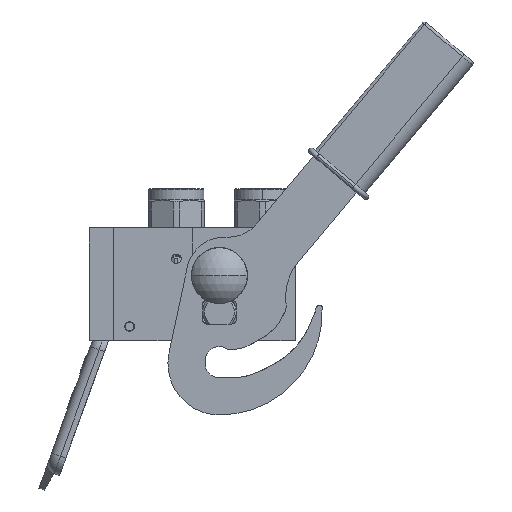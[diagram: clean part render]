
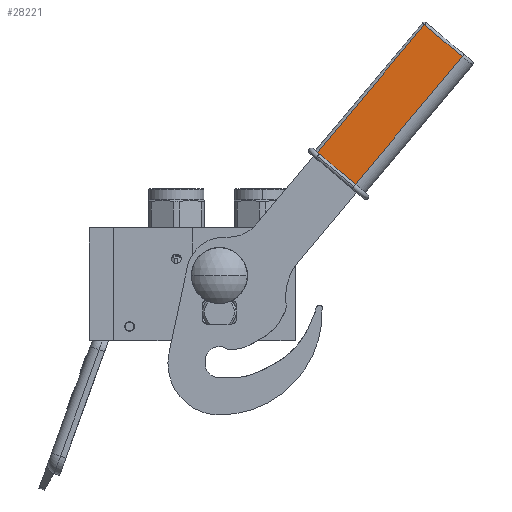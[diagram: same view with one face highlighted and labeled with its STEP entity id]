
A CAD part, front view. The second image highlights one B-rep face of the part: STEP entity #28221.
In plain terms, the highlighted face is planar.
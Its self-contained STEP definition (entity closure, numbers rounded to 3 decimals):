
#3693 = CARTESIAN_POINT ( 'NONE',  ( 8., 92., 16. ) ) ;
#3872 = VERTEX_POINT ( 'NONE', #93527 ) ;
#6601 = VECTOR ( 'NONE', #119453, 1000. ) ;
#10435 = EDGE_CURVE ( 'NONE', #13733, #105904, #41841, .T. ) ;
#13733 = VERTEX_POINT ( 'NONE', #56899 ) ;
#13770 = LINE ( 'NONE', #3693, #66860 ) ;
#15087 = CARTESIAN_POINT ( 'NONE',  ( 8., 0., 17.5 ) ) ;
#18134 = AXIS2_PLACEMENT_3D ( 'NONE', #15087, #25464, #58156 ) ;
#23848 = VERTEX_POINT ( 'NONE', #129709 ) ;
#25464 = DIRECTION ( 'NONE',  ( 1., 0., 0. ) ) ;
#26544 = CARTESIAN_POINT ( 'NONE',  ( 8., 3., -10.5 ) ) ;
#28221 = ADVANCED_FACE ( 'NONE', ( #116323 ), #107515, .T. ) ;
#29638 = ORIENTED_EDGE ( 'NONE', *, *, #10435, .T. ) ;
#29886 = DIRECTION ( 'NONE',  ( 0., 0., -1. ) ) ;
#41841 = LINE ( 'NONE', #97593, #6601 ) ;
#42718 = VECTOR ( 'NONE', #29886, 1000. ) ;
#44380 = EDGE_CURVE ( 'NONE', #13733, #3872, #13770, .T. ) ;
#45795 = LINE ( 'NONE', #26544, #69875 ) ;
#52754 = CARTESIAN_POINT ( 'NONE',  ( 8., 3., 16. ) ) ;
#52959 = EDGE_LOOP ( 'NONE', ( #119387, #29638, #90301, #90322 ) ) ;
#56899 = CARTESIAN_POINT ( 'NONE',  ( 8., 92., 16. ) ) ;
#58156 = DIRECTION ( 'NONE',  ( 0., 0., -1. ) ) ;
#66860 = VECTOR ( 'NONE', #117567, 1000. ) ;
#69875 = VECTOR ( 'NONE', #120174, 1000. ) ;
#80910 = EDGE_CURVE ( 'NONE', #105904, #23848, #82888, .T. ) ;
#82888 = LINE ( 'NONE', #120411, #42718 ) ;
#90301 = ORIENTED_EDGE ( 'NONE', *, *, #80910, .T. ) ;
#90322 = ORIENTED_EDGE ( 'NONE', *, *, #90623, .T. ) ;
#90623 = EDGE_CURVE ( 'NONE', #23848, #3872, #45795, .T. ) ;
#93527 = CARTESIAN_POINT ( 'NONE',  ( 8., 92., -10.5 ) ) ;
#97593 = CARTESIAN_POINT ( 'NONE',  ( 8., 92., 16. ) ) ;
#105904 = VERTEX_POINT ( 'NONE', #52754 ) ;
#107515 = PLANE ( 'NONE',  #18134 ) ;
#116323 = FACE_OUTER_BOUND ( 'NONE', #52959, .T. ) ;
#117567 = DIRECTION ( 'NONE',  ( 0., 0., -1. ) ) ;
#119387 = ORIENTED_EDGE ( 'NONE', *, *, #44380, .F. ) ;
#119453 = DIRECTION ( 'NONE',  ( 0., -1., 0. ) ) ;
#120174 = DIRECTION ( 'NONE',  ( 0., 1., 0. ) ) ;
#120411 = CARTESIAN_POINT ( 'NONE',  ( 8., 3., 16. ) ) ;
#129709 = CARTESIAN_POINT ( 'NONE',  ( 8., 3., -10.5 ) ) ;
